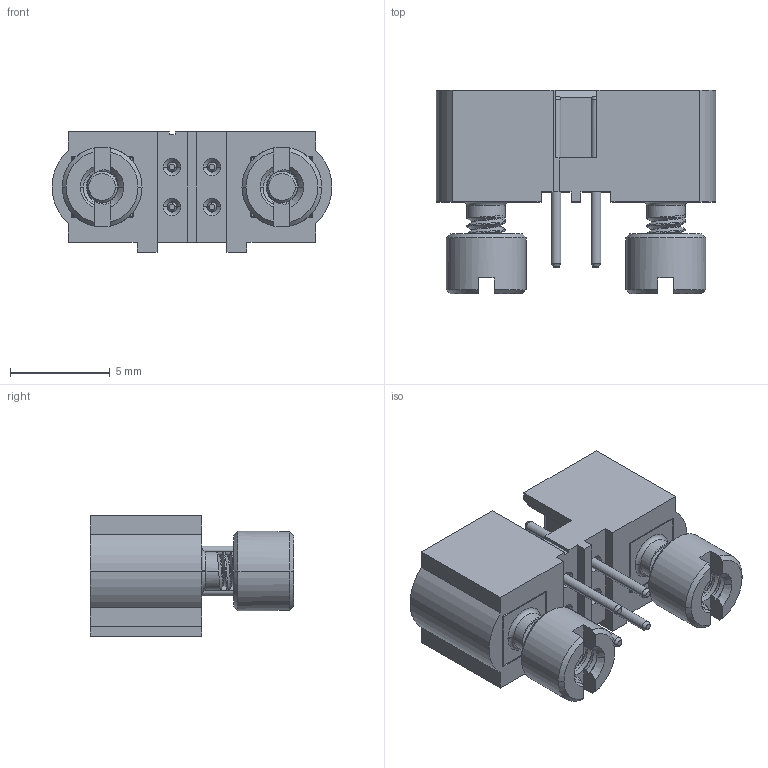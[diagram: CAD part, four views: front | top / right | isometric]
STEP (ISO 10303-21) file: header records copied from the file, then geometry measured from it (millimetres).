
FILE_DESCRIPTION(('STEP AP242'),'1');
FILE_NAME('m80-5100442.stp','2024-04-29T18:08:54',('TraceParts'),('TraceParts S.A.'),'Spatial InterOp 3D',' ',' ');
FILE_SCHEMA(('AP242_MANAGED_MODEL_BASED_3D_ENGINEERING_MIM_LF {1 0 10303 442 1 1 4}'));
Length unit declared in the file: millimetre
Products named in the file (1): m80-5100442_1
Bounding box: 14 x 10.2 x 6.05 mm (x, y, z)
Volume: 369.5 mm3; surface area: 968.6 mm2
Topology: 9 solids, 9 shells, 471 faces, 1197 edges, 754 vertices
Faces by surface type: cylinder 152, plane 145, bspline 94, cone 72, torus 8
Entity records: 33352 total; most frequent: CARTESIAN_POINT 16755, ORIENTED_EDGE 2386, DIRECTION 1853, STYLED_ITEM 1194, PRESENTATION_STYLE_ASSIGNMENT 1194, COLOUR_RGB 1194, EDGE_CURVE 1193, CURVE_STYLE 1165
